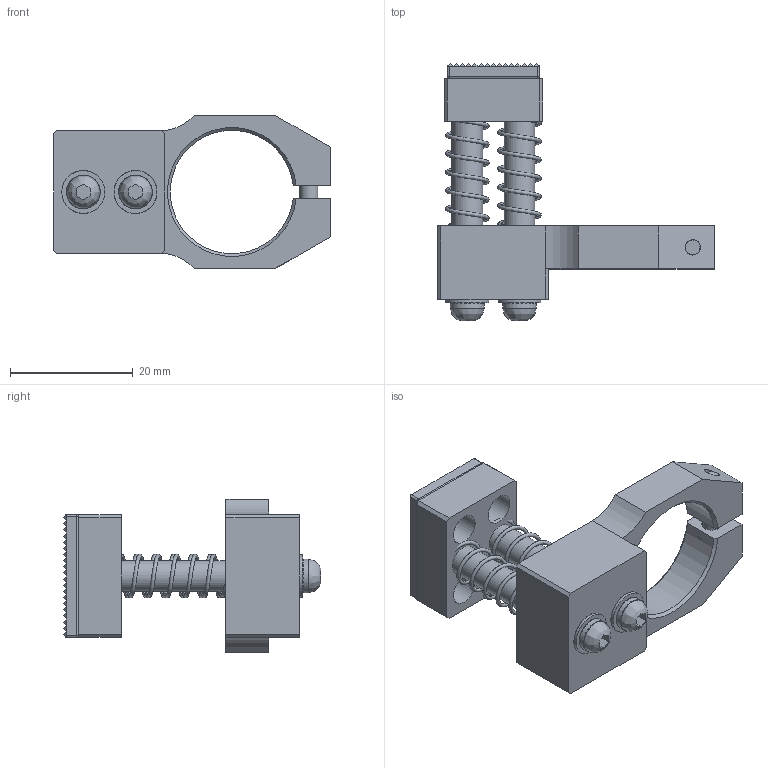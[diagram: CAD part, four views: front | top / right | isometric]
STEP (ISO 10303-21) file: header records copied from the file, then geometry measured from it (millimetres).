
FILE_DESCRIPTION(('STEP AP214'),'1');
FILE_NAME('GRF20.VSX.stp','2017-12-05T15:46:15',(' '),(' '),'Spatial InterOp 3D',' ',' ');
FILE_SCHEMA(('AUTOMOTIVE_DESIGN { 1 0 10303 214 1 1 1 1 }'));
Length unit declared in the file: millimetre
Products named in the file (11): GRF20.95.08.V; M.7X18; R.3; V.TBCE.3X10.BUTT; R.3.SCH; PAP.050705; GRF20.95.12; GRF20.95.13; GRF20.95.11; V.TCE3x12
Assembly tree (19 placements, depth 2):
  (unnamed)
    GRF20.95.08.V
    M.7X18  x2
    R.3  x2
    V.TBCE.3X10.BUTT  x2
    R.3.SCH  x3
    PAP.050705  x4
    GRF20.95.12  x2
    GRF20.95.13
    GRF20.95.11
    V.TCE3x12
Bounding box: 45 x 41.95 x 25 mm (x, y, z)
Volume: 9550.3 mm3; surface area: 9774.5 mm2
Topology: 19 solids, 19 shells, 2036 faces, 4281 edges, 2288 vertices
Faces by surface type: plane 1903, cylinder 90, cone 29, torus 6, sphere 4, bspline 4
Full cylindrical faces by diameter (mm): 2.5 x3, 2.9 x4, 3 x3, 3.2 x3, 3.3 x2, 3.5 x3, 3.6 x2, 4 x2, 5 x10, 5.5 x4, 5.8 x1, 7 x8
Entity records: 50474 total; most frequent: CARTESIAN_POINT 7218, DIRECTION 6405, ORIENTED_EDGE 5756, EDGE_CURVE 2878, LINE 2479, VECTOR 2479, AXIS2_PLACEMENT_3D 1963, EDGE_LOOP 1674
